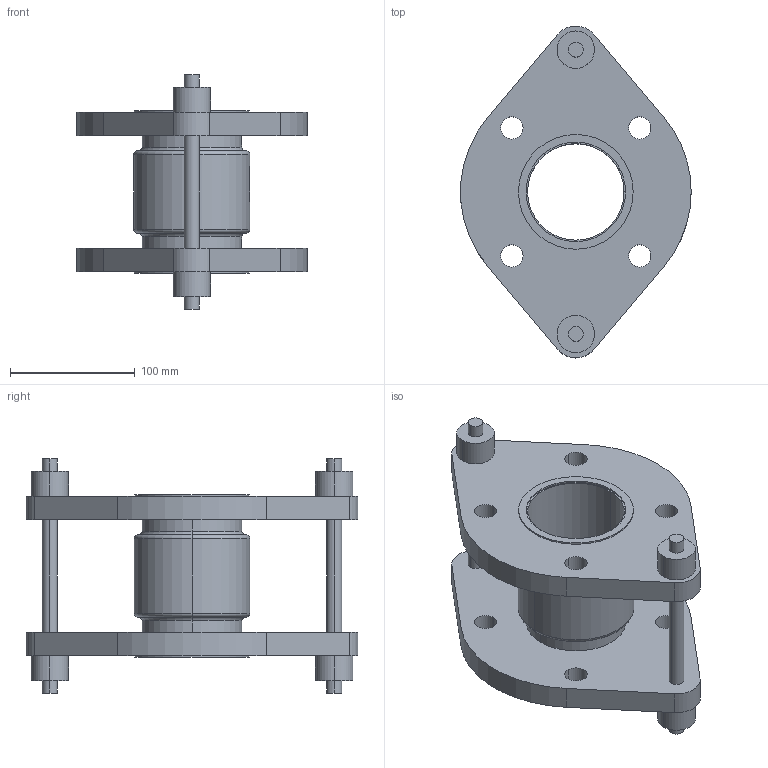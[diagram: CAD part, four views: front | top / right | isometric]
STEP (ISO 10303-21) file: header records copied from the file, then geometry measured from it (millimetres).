
FILE_DESCRIPTION (( 'STEP AP203' ), '1' );
FILE_NAME ('EPSILON-C_DN065_PN16_120_6000017330.STEP', '2021-10-07T09:20:06', ( 'axxx' ), ( '' ), 'SwSTEP 2.0', 'SolidWorks 2019', '' );
FILE_SCHEMA (( 'CONFIG_CONTROL_DESIGN' ));
Length unit declared in the file: millimetre
Products named in the file (1): EPSILON-C_DN065_PN16_120_6000017330
Bounding box: 184.72 x 266 x 188 mm (x, y, z)
Volume: 1204519.6 mm3; surface area: 214357 mm2
Topology: 1 solids, 1 shells, 588 faces, 1570 edges, 1044 vertices
Faces by surface type: bspline 246, plane 241, cylinder 93, torus 8
Entity records: 31548 total; most frequent: CARTESIAN_POINT 18409, ORIENTED_EDGE 3140, DIRECTION 1919, EDGE_CURVE 1570, VERTEX_POINT 1044, LINE 783, VECTOR 783, EDGE_LOOP 670
